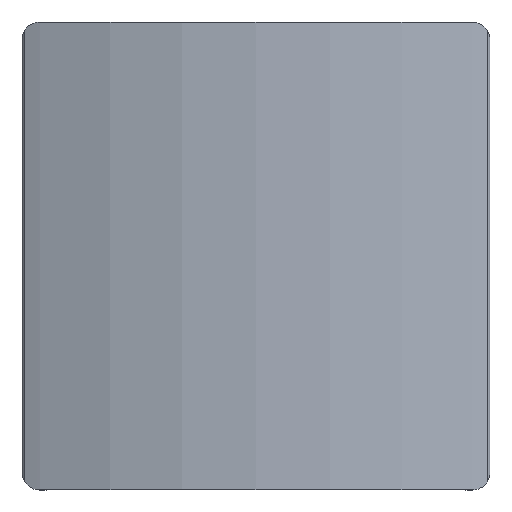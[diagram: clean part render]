
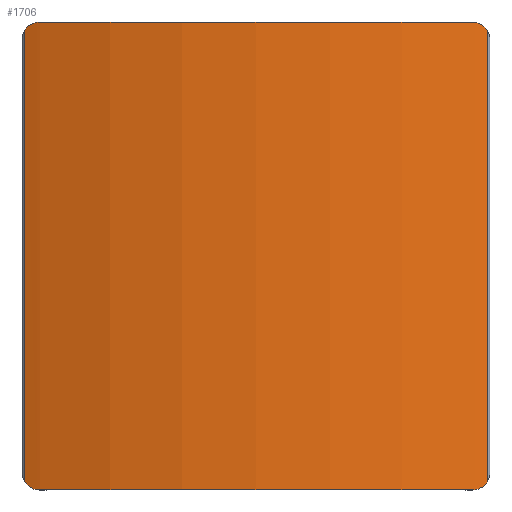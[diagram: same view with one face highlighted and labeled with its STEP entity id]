
A CAD part, top view. The second image highlights one B-rep face of the part: STEP entity #1706.
In plain terms, the highlighted cylindrical face has radius 45 mm (diameter 90 mm), a partial arc.
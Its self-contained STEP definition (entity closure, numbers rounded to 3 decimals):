
#30=B_SPLINE_CURVE_WITH_KNOTS('',3,(#2450,#2451,#2452,#2453),
 .UNSPECIFIED.,.F.,.F.,(4,4),(0.,0.001),
 .UNSPECIFIED.);
#31=B_SPLINE_CURVE_WITH_KNOTS('',3,(#2457,#2458,#2459,#2460),
 .UNSPECIFIED.,.F.,.F.,(4,4),(0.,0.001),
 .UNSPECIFIED.);
#32=B_SPLINE_CURVE_WITH_KNOTS('',3,(#2461,#2462,#2463,#2464),
 .UNSPECIFIED.,.F.,.F.,(4,4),(0.,0.001),
 .UNSPECIFIED.);
#33=B_SPLINE_CURVE_WITH_KNOTS('',3,(#2468,#2469,#2470,#2471),
 .UNSPECIFIED.,.F.,.F.,(4,4),(0.,0.001),
 .UNSPECIFIED.);
#38=CYLINDRICAL_SURFACE('',#1813,45.);
#58=CIRCLE('',#1808,45.);
#60=CIRCLE('',#1811,45.);
#112=ORIENTED_EDGE('',*,*,#618,.F.);
#113=ORIENTED_EDGE('',*,*,#628,.T.);
#114=ORIENTED_EDGE('',*,*,#629,.T.);
#115=ORIENTED_EDGE('',*,*,#630,.T.);
#116=ORIENTED_EDGE('',*,*,#624,.T.);
#117=ORIENTED_EDGE('',*,*,#631,.T.);
#118=ORIENTED_EDGE('',*,*,#632,.F.);
#119=ORIENTED_EDGE('',*,*,#633,.T.);
#618=EDGE_CURVE('',#876,#877,#58,.T.);
#624=EDGE_CURVE('',#883,#882,#60,.T.);
#628=EDGE_CURVE('',#876,#886,#30,.T.);
#629=EDGE_CURVE('',#886,#887,#1054,.T.);
#630=EDGE_CURVE('',#887,#883,#31,.T.);
#631=EDGE_CURVE('',#882,#888,#32,.T.);
#632=EDGE_CURVE('',#889,#888,#1055,.T.);
#633=EDGE_CURVE('',#889,#877,#33,.T.);
#876=VERTEX_POINT('',#2428);
#877=VERTEX_POINT('',#2430);
#882=VERTEX_POINT('',#2441);
#883=VERTEX_POINT('',#2443);
#886=VERTEX_POINT('',#2454);
#887=VERTEX_POINT('',#2456);
#888=VERTEX_POINT('',#2465);
#889=VERTEX_POINT('',#2467);
#1054=LINE('',#2455,#1264);
#1055=LINE('',#2466,#1265);
#1264=VECTOR('',#1970,1000.);
#1265=VECTOR('',#1971,1000.);
#1462=EDGE_LOOP('',(#112,#113,#114,#115,#116,#117,#118,#119));
#1550=FACE_BOUND('',#1462,.T.);
#1706=ADVANCED_FACE('',(#1550),#38,.T.);
#1808=AXIS2_PLACEMENT_3D('',#2429,#1952,#1953);
#1811=AXIS2_PLACEMENT_3D('',#2442,#1962,#1963);
#1813=AXIS2_PLACEMENT_3D('',#2449,#1968,#1969);
#1952=DIRECTION('',(0.,1.,0.));
#1953=DIRECTION('',(1.,0.,0.));
#1962=DIRECTION('',(0.,1.,0.));
#1963=DIRECTION('',(1.,0.,0.));
#1968=DIRECTION('',(0.,-1.,0.));
#1969=DIRECTION('',(0.,0.,-1.));
#1970=DIRECTION('',(0.,-1.,0.));
#1971=DIRECTION('',(0.,-1.,0.));
#2428=CARTESIAN_POINT('',(-15.5,16.75,4.946));
#2429=CARTESIAN_POINT('',(0.,16.75,-37.3));
#2430=CARTESIAN_POINT('',(15.5,16.75,4.946));
#2441=CARTESIAN_POINT('',(15.5,-16.75,4.946));
#2442=CARTESIAN_POINT('',(0.,-16.75,-37.3));
#2443=CARTESIAN_POINT('',(-15.5,-16.75,4.946));
#2449=CARTESIAN_POINT('',(0.,20.,-37.3));
#2450=CARTESIAN_POINT('',(-15.5,16.75,4.946));
#2451=CARTESIAN_POINT('',(-15.92,16.75,4.792));
#2452=CARTESIAN_POINT('',(-16.328,16.534,4.634));
#2453=CARTESIAN_POINT('',(-16.56,16.162,4.542));
#2454=CARTESIAN_POINT('',(-16.56,16.162,4.542));
#2455=CARTESIAN_POINT('',(-16.56,16.75,4.542));
#2456=CARTESIAN_POINT('',(-16.56,-16.162,4.542));
#2457=CARTESIAN_POINT('',(-16.56,-16.162,4.542));
#2458=CARTESIAN_POINT('',(-16.328,-16.534,4.634));
#2459=CARTESIAN_POINT('',(-15.92,-16.75,4.792));
#2460=CARTESIAN_POINT('',(-15.5,-16.75,4.946));
#2461=CARTESIAN_POINT('',(15.5,-16.75,4.946));
#2462=CARTESIAN_POINT('',(15.92,-16.75,4.792));
#2463=CARTESIAN_POINT('',(16.328,-16.534,4.634));
#2464=CARTESIAN_POINT('',(16.56,-16.162,4.542));
#2465=CARTESIAN_POINT('',(16.56,-16.162,4.542));
#2466=CARTESIAN_POINT('',(16.56,16.75,4.542));
#2467=CARTESIAN_POINT('',(16.56,16.162,4.542));
#2468=CARTESIAN_POINT('',(16.56,16.162,4.542));
#2469=CARTESIAN_POINT('',(16.328,16.534,4.634));
#2470=CARTESIAN_POINT('',(15.92,16.75,4.792));
#2471=CARTESIAN_POINT('',(15.5,16.75,4.946));
